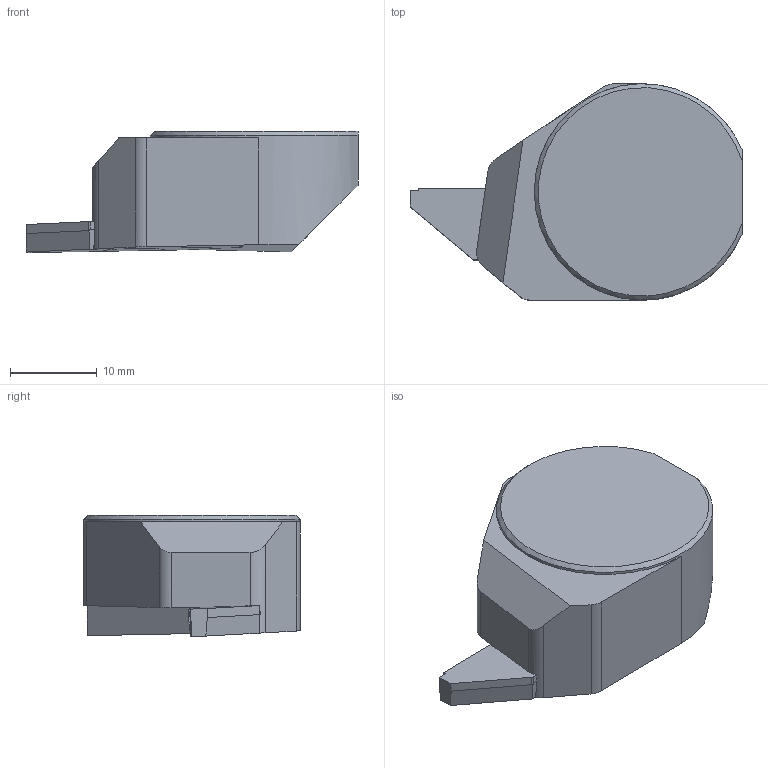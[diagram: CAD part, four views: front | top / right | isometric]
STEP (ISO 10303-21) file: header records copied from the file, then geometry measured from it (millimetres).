
FILE_DESCRIPTION(/* description */ (''),/* implementation_level */ '2;1');
FILE_NAME(/* name */ '1591250609775.stp',/* time_stamp */ '2020-06-04T11:34:03+05:00',/* author */ (''),/* organization */ ('SMS'),/* preprocessor_version */ 'ST-DEVELOPER v16.7',/* originating_system */ 'SIEMENS PLM Software NX 12.0',/* authorisation */ '');
FILE_SCHEMA (('AUTOMOTIVE_DESIGN { 1 0 10303 214 3 1 1 1 }'));
Length unit declared in the file: millimetre
Products named in the file (4): ASSEMBLY_CONSTRUCTION; CUT; 202958877mod000_00; 203026530mod000_00
Assembly tree (3 placements, depth 2):
  203026530mod000_00
    202958877mod000_00
    CUT
    ASSEMBLY_CONSTRUCTION
Bounding box: 38.36 x 25 x 14 mm (x, y, z)
Volume: 7491.1 mm3; surface area: 2930.5 mm2
Topology: 2 solids, 2 shells, 49 faces, 134 edges, 99 vertices
Faces by surface type: plane 35, cylinder 11, cone 3
Full cylindrical faces by diameter (mm): 4.9 x2
Entity records: 1719 total; most frequent: CARTESIAN_POINT 303, DIRECTION 273, ORIENTED_EDGE 250, EDGE_CURVE 125, AXIS2_PLACEMENT_3D 93, LINE 87, VECTOR 87, VERTEX_POINT 85
